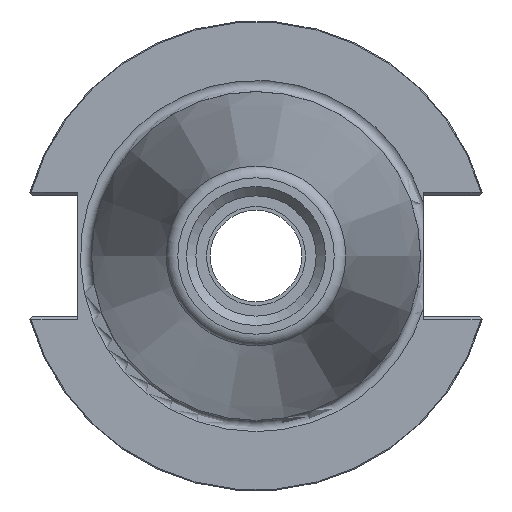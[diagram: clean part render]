
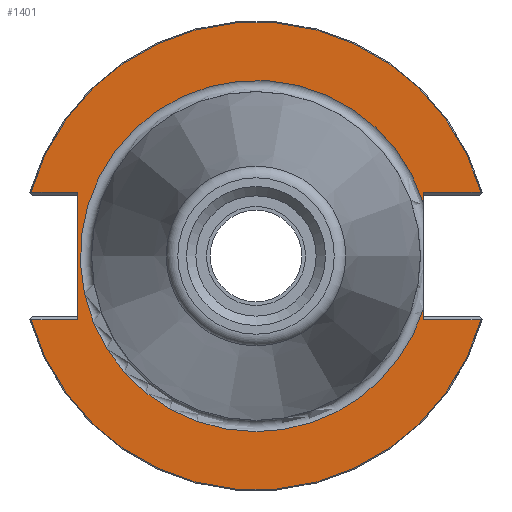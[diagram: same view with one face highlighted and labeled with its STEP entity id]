
A CAD part, left-side view. The second image highlights one B-rep face of the part: STEP entity #1401.
In plain terms, the highlighted planar face has unit normal (-1, 0, 0).
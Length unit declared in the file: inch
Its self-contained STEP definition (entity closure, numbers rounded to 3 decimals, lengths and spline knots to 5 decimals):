
#107=PLANE('',#1518);
#163=FACE_OUTER_BOUND('',#247,.T.);
#247=EDGE_LOOP('',(#1027,#1028,#1029,#1030,#1031,#1032,#1033,#1034,#1035,
#1036,#1037));
#321=LINE('',#1994,#432);
#322=LINE('',#2016,#433);
#343=LINE('',#2129,#454);
#345=LINE('',#2133,#456);
#346=LINE('',#2135,#457);
#347=LINE('',#2137,#458);
#348=LINE('',#2140,#459);
#432=VECTOR('',#1628,0.0526);
#433=VECTOR('',#1629,0.0526);
#454=VECTOR('',#1712,0.30821);
#456=VECTOR('',#1716,0.24821);
#457=VECTOR('',#1717,0.67625);
#458=VECTOR('',#1718,0.24821);
#459=VECTOR('',#1721,0.30821);
#554=CIRCLE('',#1513,1.245);
#556=CIRCLE('',#1519,1.245);
#557=CIRCLE('',#1520,0.93468);
#558=CIRCLE('',#1521,0.93468);
#594=VERTEX_POINT('',#1991);
#595=VERTEX_POINT('',#1993);
#596=VERTEX_POINT('',#1995);
#597=VERTEX_POINT('',#2015);
#620=VERTEX_POINT('',#2085);
#621=VERTEX_POINT('',#2094);
#628=VERTEX_POINT('',#2132);
#629=VERTEX_POINT('',#2134);
#630=VERTEX_POINT('',#2136);
#631=VERTEX_POINT('',#2138);
#632=VERTEX_POINT('',#2141);
#734=EDGE_CURVE('',#595,#594,#321,.T.);
#736=EDGE_CURVE('',#597,#596,#322,.T.);
#770=EDGE_CURVE('',#620,#621,#554,.T.);
#779=EDGE_CURVE('',#594,#621,#343,.T.);
#781=EDGE_CURVE('',#628,#620,#345,.T.);
#782=EDGE_CURVE('',#629,#628,#346,.T.);
#783=EDGE_CURVE('',#630,#629,#347,.T.);
#784=EDGE_CURVE('',#631,#630,#556,.T.);
#785=EDGE_CURVE('',#631,#597,#348,.T.);
#786=EDGE_CURVE('',#596,#632,#557,.T.);
#787=EDGE_CURVE('',#632,#595,#558,.T.);
#1027=ORIENTED_EDGE('',*,*,#770,.F.);
#1028=ORIENTED_EDGE('',*,*,#781,.F.);
#1029=ORIENTED_EDGE('',*,*,#782,.F.);
#1030=ORIENTED_EDGE('',*,*,#783,.F.);
#1031=ORIENTED_EDGE('',*,*,#784,.F.);
#1032=ORIENTED_EDGE('',*,*,#785,.T.);
#1033=ORIENTED_EDGE('',*,*,#736,.T.);
#1034=ORIENTED_EDGE('',*,*,#786,.T.);
#1035=ORIENTED_EDGE('',*,*,#787,.T.);
#1036=ORIENTED_EDGE('',*,*,#734,.T.);
#1037=ORIENTED_EDGE('',*,*,#779,.T.);
#1401=ADVANCED_FACE('',(#163),#107,.T.);
#1513=AXIS2_PLACEMENT_3D('',#2095,#1699,#1700);
#1518=AXIS2_PLACEMENT_3D('',#2131,#1714,#1715);
#1519=AXIS2_PLACEMENT_3D('',#2139,#1719,#1720);
#1520=AXIS2_PLACEMENT_3D('',#2142,#1722,#1723);
#1521=AXIS2_PLACEMENT_3D('',#2143,#1724,#1725);
#1628=DIRECTION('',(0.,0.,1.));
#1629=DIRECTION('',(0.,0.,1.));
#1699=DIRECTION('center_axis',(1.,0.,0.));
#1700=DIRECTION('ref_axis',(0.,0.,
1.));
#1712=DIRECTION('',(0.,-1.,0.));
#1714=DIRECTION('center_axis',(-1.,0.,0.));
#1715=DIRECTION('ref_axis',(0.,0.,1.));
#1716=DIRECTION('',(0.,1.,0.));
#1717=DIRECTION('',(0.,0.,1.));
#1718=DIRECTION('',(0.,-1.,0.));
#1719=DIRECTION('center_axis',(1.,0.,0.));
#1720=DIRECTION('ref_axis',(0.,0.,
-1.));
#1721=DIRECTION('',(0.,1.,0.));
#1722=DIRECTION('center_axis',(1.,0.,0.));
#1723=DIRECTION('ref_axis',(0.,0.,1.));
#1724=DIRECTION('center_axis',(1.,0.,0.));
#1725=DIRECTION('ref_axis',(0.,0.,1.));
#1991=CARTESIAN_POINT('',(-1.17746,-0.89001,0.33812));
#1993=CARTESIAN_POINT('',(-1.17746,-0.89001,0.28553));
#1994=CARTESIAN_POINT('',(-1.17746,-0.89001,0.));
#1995=CARTESIAN_POINT('',(-1.17746,-0.89001,-0.28553));
#2015=CARTESIAN_POINT('',(-1.17746,-0.89001,-0.33813));
#2016=CARTESIAN_POINT('',(-1.17746,-0.89001,0.));
#2085=CARTESIAN_POINT('',(-1.17746,1.19819,0.33812));
#2094=CARTESIAN_POINT('',(-1.17746,-1.19822,0.33812));
#2095=CARTESIAN_POINT('Origin',(-1.17746,-0.00001,
0.));
#2129=CARTESIAN_POINT('',(-1.17746,-0.90251,0.33812));
#2131=CARTESIAN_POINT('Origin',(-1.17746,-0.87501,0.));
#2132=CARTESIAN_POINT('',(-1.17746,0.94999,0.33812));
#2133=CARTESIAN_POINT('',(-1.17746,0.02749,0.33812));
#2134=CARTESIAN_POINT('',(-1.17746,0.94999,-0.33813));
#2135=CARTESIAN_POINT('',(-1.17746,0.94999,-0.33813));
#2136=CARTESIAN_POINT('',(-1.17746,1.19819,-0.33813));
#2137=CARTESIAN_POINT('',(-1.17746,0.27749,-0.33813));
#2138=CARTESIAN_POINT('',(-1.17746,-1.19822,-0.33813));
#2139=CARTESIAN_POINT('Origin',(-1.17746,-0.00001,
0.));
#2140=CARTESIAN_POINT('',(-1.17746,-0.90251,-0.33813));
#2141=CARTESIAN_POINT('',(-1.17746,-0.00001,-0.93468));
#2142=CARTESIAN_POINT('Origin',(-1.17746,-0.00001,
0.));
#2143=CARTESIAN_POINT('Origin',(-1.17746,-0.00001,
0.));
